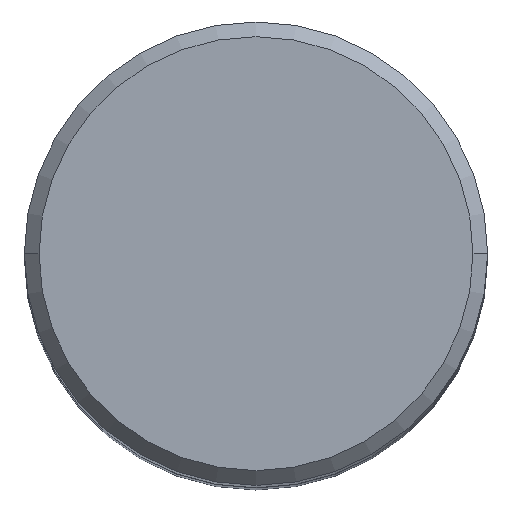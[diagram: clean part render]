
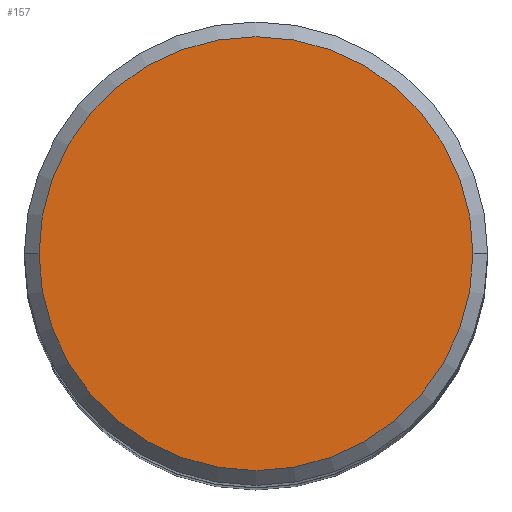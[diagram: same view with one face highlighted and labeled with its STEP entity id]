
A CAD part, top view. The second image highlights one B-rep face of the part: STEP entity #157.
In plain terms, the highlighted planar face has unit normal (0, 0, 1).
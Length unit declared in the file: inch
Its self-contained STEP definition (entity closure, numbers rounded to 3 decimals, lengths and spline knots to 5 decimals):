
#19 = DIRECTION ( 'NONE',  ( 1., 0., 0. ) ) ;
#49 = DIRECTION ( 'NONE',  ( -1., 0., 0. ) ) ;
#93 = AXIS2_PLACEMENT_3D ( 'NONE', #196, #243, #49 ) ;
#128 = DIRECTION ( 'NONE',  ( 0., 0., 1. ) ) ;
#143 = CARTESIAN_POINT ( 'NONE',  ( -0.29495, 0., 0. ) ) ;
#157 = ADVANCED_FACE ( 'NONE', ( #296 ), #177, .F. ) ;
#170 = DIRECTION ( 'NONE',  ( 1., 0., 0. ) ) ;
#177 = PLANE ( 'NONE',  #93 ) ;
#196 = CARTESIAN_POINT ( 'NONE',  ( 0., 0.29495, 0. ) ) ;
#242 = CARTESIAN_POINT ( 'NONE',  ( 0., 0., 0. ) ) ;
#243 = DIRECTION ( 'NONE',  ( 0., 0., -1. ) ) ;
#250 = EDGE_LOOP ( 'NONE', ( #292, #311 ) ) ;
#251 = DIRECTION ( 'NONE',  ( 0., 0., 1. ) ) ;
#292 = ORIENTED_EDGE ( 'NONE', *, *, #347, .T. ) ;
#296 = FACE_OUTER_BOUND ( 'NONE', #250, .T. ) ;
#305 = CIRCLE ( 'NONE', #503, 0.29495 ) ;
#311 = ORIENTED_EDGE ( 'NONE', *, *, #351, .T. ) ;
#312 = CIRCLE ( 'NONE', #332, 0.29495 ) ;
#328 = VERTEX_POINT ( 'NONE', #344 ) ;
#332 = AXIS2_PLACEMENT_3D ( 'NONE', #482, #128, #19 ) ;
#344 = CARTESIAN_POINT ( 'NONE',  ( 0.29495, 0., 0. ) ) ;
#347 = EDGE_CURVE ( 'NONE', #348, #328, #312, .T. ) ;
#348 = VERTEX_POINT ( 'NONE', #143 ) ;
#351 = EDGE_CURVE ( 'NONE', #328, #348, #305, .T. ) ;
#482 = CARTESIAN_POINT ( 'NONE',  ( 0., 0., 0. ) ) ;
#503 = AXIS2_PLACEMENT_3D ( 'NONE', #242, #251, #170 ) ;
